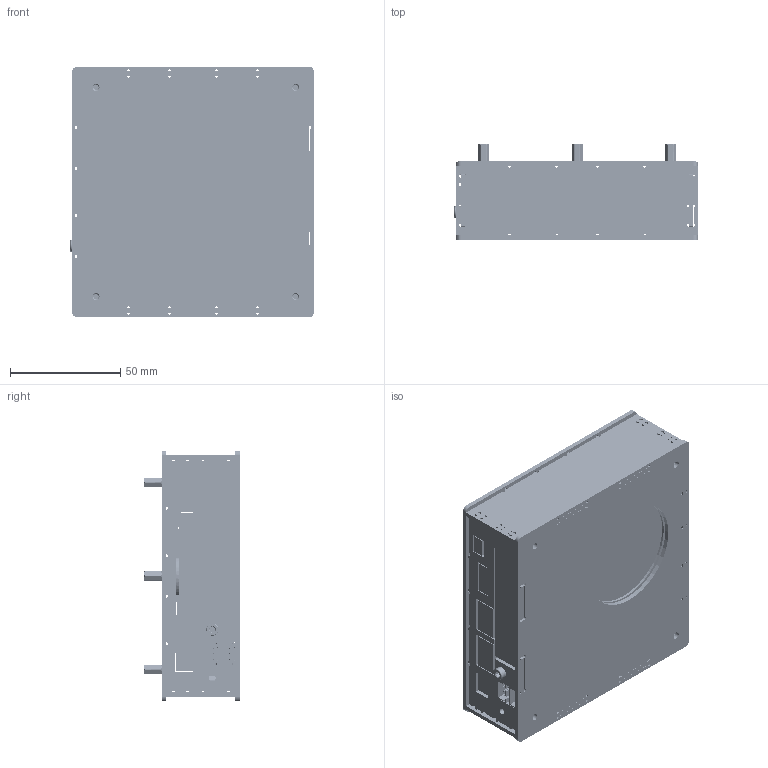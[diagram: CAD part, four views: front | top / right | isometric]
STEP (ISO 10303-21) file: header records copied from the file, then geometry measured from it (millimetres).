
FILE_DESCRIPTION(/* description */ (''),/* implementation_level */ '2;1');
FILE_NAME(/* name */ '',/* time_stamp */ '2023-03-15T16:26:27+08:00',/* author */ (''),/* organization */ (''),/* preprocessor_version */ 'ST-DEVELOPER v19.2',/* originating_system */ 'Autodesk Translation Framework v11.17.0.187',/* authorisation */ '');
FILE_SCHEMA (('AUTOMOTIVE_DESIGN { 1 0 10303 214 3 1 1 }'));
Products named in the file (23): 工控机与壳子总装; 工控机本体; 工控机外壳侧面-网口内存条端; 工控机外壳侧面-USB内存条端; 工控机外壳侧面-USB散热器端; 工控机外壳侧面-内存条与硬盘侧; 工控机外壳上下面; 工控机外壳上下面 (1); 六面螺母; 单通M3x12; 双通M3x18; PCBModel; CN1; CONN-TH_A2501WR-3P; PCBModel_1; COMPOUND; CN1_1; CONN-TH_A2501WR-3P_1; COMPOUND_1; 沉头M3x4; 杯头M3x5; 沉头M3x5; 双通M3x8
Assembly tree (38 placements, depth 5):
  工控机与壳子总装
    工控机本体
    工控机外壳侧面-网口内存条端
    工控机外壳侧面-USB内存条端
    工控机外壳侧面-USB散热器端
    工控机外壳侧面-内存条与硬盘侧  x2
    工控机外壳上下面
    工控机外壳上下面 (1)
    六面螺母
    单通M3x12  x4
    双通M3x18  x4
    PCBModel
      COMPOUND
      CN1
        CONN-TH_A2501WR-3P
          COMPOUND_1
    PCBModel_1
      COMPOUND
      CN1_1
        CONN-TH_A2501WR-3P_1
          COMPOUND_1
    沉头M3x4
    杯头M3x5  x2
    沉头M3x5  x4
    双通M3x8  x4
Bounding box: 110.7 x 43.5 x 113.7 mm (x, y, z)
Volume: 196570.2 mm3; surface area: 131001.6 mm2
Topology: 64 solids, 64 shells, 2514 faces, 6830 edges, 4502 vertices
Faces by surface type: plane 1189, cylinder 899, bspline 294, cone 126, torus 6
Full cylindrical faces by diameter (mm): 1.2 x12, 2.35 x230, 3 x317, 3.2 x12, 5.4 x2, 5.5 x2, 6 x5, 6.445 x2, 7.6 x1, 20 x1, 50 x2
Entity records: 59280 total; most frequent: CARTESIAN_POINT 27192, ORIENTED_EDGE 6916, DIRECTION 5754, EDGE_CURVE 3458, LINE 2300, VECTOR 2300, VERTEX_POINT 2280, AXIS2_PLACEMENT_3D 1727
